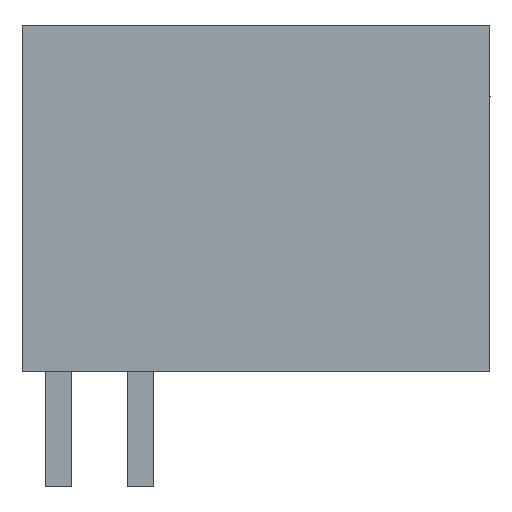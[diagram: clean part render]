
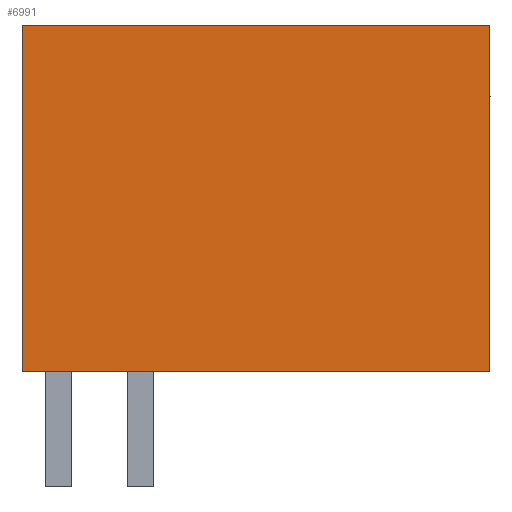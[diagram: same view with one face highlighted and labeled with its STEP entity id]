
A CAD part, left-side view. The second image highlights one B-rep face of the part: STEP entity #6991.
In plain terms, the highlighted planar face has unit normal (-1, 0, 0).
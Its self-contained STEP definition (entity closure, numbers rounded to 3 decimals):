
#6971=AXIS2_PLACEMENT_3D('Plane Axis2P3D',#6968,#6969,#6970) ;
#1921=CARTESIAN_POINT('Vertex',(0.,0.,14.)) ;
#1924=CARTESIAN_POINT('Line Origine',(0.,0.,8.75)) ;
#1928=CARTESIAN_POINT('Vertex',(0.,0.,3.5)) ;
#5987=CARTESIAN_POINT('Line Origine',(0.,7.1,14.)) ;
#5991=CARTESIAN_POINT('Vertex',(0.,14.2,14.)) ;
#6968=CARTESIAN_POINT('Axis2P3D Location',(0.,14.2,0.)) ;
#6973=CARTESIAN_POINT('Line Origine',(0.,7.1,3.5)) ;
#6977=CARTESIAN_POINT('Vertex',(0.,14.2,3.5)) ;
#6980=CARTESIAN_POINT('Line Origine',(0.,14.2,8.75)) ;
#1925=DIRECTION('Vector Direction',(0.,0.,-1.)) ;
#5988=DIRECTION('Vector Direction',(0.,-1.,0.)) ;
#6969=DIRECTION('Axis2P3D Direction',(-1.,0.,0.)) ;
#6970=DIRECTION('Axis2P3D XDirection',(0.,-1.,0.)) ;
#6974=DIRECTION('Vector Direction',(0.,-1.,0.)) ;
#6981=DIRECTION('Vector Direction',(0.,0.,-1.)) ;
#1926=VECTOR('Line Direction',#1925,1.) ;
#5989=VECTOR('Line Direction',#5988,1.) ;
#6975=VECTOR('Line Direction',#6974,1.) ;
#6982=VECTOR('Line Direction',#6981,1.) ;
#6986=ORIENTED_EDGE('',*,*,#6979,.T.) ;
#6987=ORIENTED_EDGE('',*,*,#1930,.T.) ;
#6988=ORIENTED_EDGE('',*,*,#5993,.T.) ;
#6989=ORIENTED_EDGE('',*,*,#6984,.T.) ;
#6991=ADVANCED_FACE('HOUSING',(#6990),#6972,.T.) ;
#1930=EDGE_CURVE('',#1929,#1922,#1927,.F.) ;
#5993=EDGE_CURVE('',#1922,#5992,#5990,.F.) ;
#6979=EDGE_CURVE('',#6978,#1929,#6976,.T.) ;
#6984=EDGE_CURVE('',#5992,#6978,#6983,.T.) ;
#6985=EDGE_LOOP('',(#6986,#6987,#6988,#6989)) ;
#6990=FACE_OUTER_BOUND('',#6985,.T.) ;
#1927=LINE('Line',#1924,#1926) ;
#5990=LINE('Line',#5987,#5989) ;
#6976=LINE('Line',#6973,#6975) ;
#6983=LINE('Line',#6980,#6982) ;
#6972=PLANE('',#6971) ;
#1922=VERTEX_POINT('',#1921) ;
#1929=VERTEX_POINT('',#1928) ;
#5992=VERTEX_POINT('',#5991) ;
#6978=VERTEX_POINT('',#6977) ;
